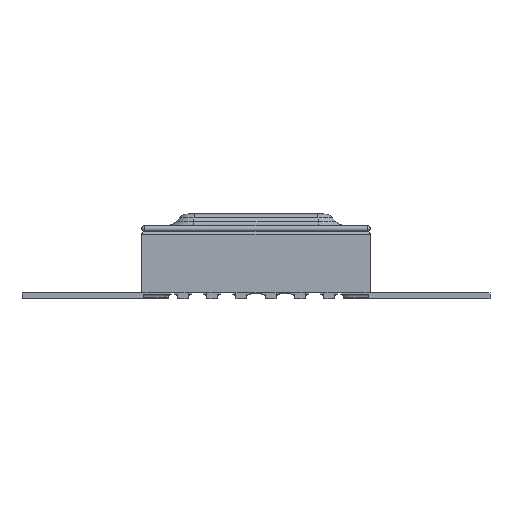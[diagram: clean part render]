
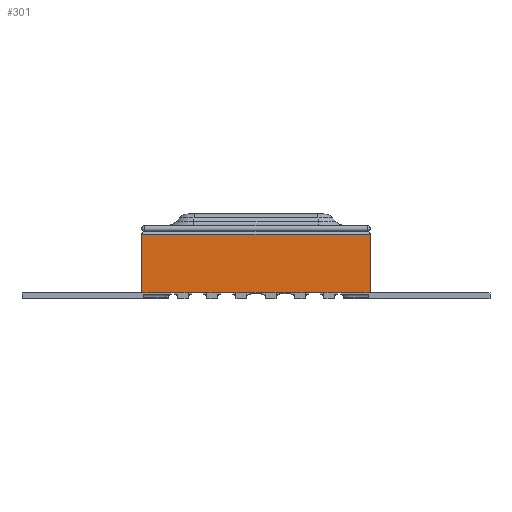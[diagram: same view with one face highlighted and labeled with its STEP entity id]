
A CAD part, front view. The second image highlights one B-rep face of the part: STEP entity #301.
In plain terms, the highlighted planar face has unit normal (0, -1, 0).
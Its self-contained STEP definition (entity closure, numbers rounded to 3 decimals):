
#301 = ADVANCED_FACE ( 'NONE', ( #21518 ), #6093, .T. ) ;
#375 = VECTOR ( 'NONE', #10729, 1000. ) ;
#692 = EDGE_CURVE ( 'NONE', #5442, #16265, #22172, .T. ) ;
#887 = CARTESIAN_POINT ( 'NONE',  ( 3.9, -3.7, 0.2 ) ) ;
#1003 = DIRECTION ( 'NONE',  ( 1., 0., 0. ) ) ;
#1046 = VECTOR ( 'NONE', #22115, 1000. ) ;
#1178 = CARTESIAN_POINT ( 'NONE',  ( -3.9, -3.7, 0.2 ) ) ;
#1537 = LINE ( 'NONE', #22473, #20613 ) ;
#1629 = VECTOR ( 'NONE', #9849, 1000. ) ;
#1797 = VECTOR ( 'NONE', #6227, 1000. ) ;
#1942 = ORIENTED_EDGE ( 'NONE', *, *, #19071, .T. ) ;
#1958 = LINE ( 'NONE', #22900, #23146 ) ;
#2902 = DIRECTION ( 'NONE',  ( 1., 0., 0. ) ) ;
#3038 = DIRECTION ( 'NONE',  ( 1., 0., 0. ) ) ;
#3253 = LINE ( 'NONE', #887, #7224 ) ;
#3355 = CARTESIAN_POINT ( 'NONE',  ( -3.9, -3.7, 0.2 ) ) ;
#3533 = LINE ( 'NONE', #1178, #1046 ) ;
#3671 = CARTESIAN_POINT ( 'NONE',  ( 1.315, -3.7, 0.2 ) ) ;
#4147 = ORIENTED_EDGE ( 'NONE', *, *, #14882, .F. ) ;
#4152 = EDGE_CURVE ( 'NONE', #4203, #5674, #3533, .T. ) ;
#4203 = VERTEX_POINT ( 'NONE', #15647 ) ;
#4384 = ORIENTED_EDGE ( 'NONE', *, *, #23292, .T. ) ;
#4587 = CARTESIAN_POINT ( 'NONE',  ( 0.315, -3.7, 0.2 ) ) ;
#4771 = VECTOR ( 'NONE', #3038, 1000. ) ;
#5165 = CARTESIAN_POINT ( 'NONE',  ( 2.685, -3.7, 0.2 ) ) ;
#5302 = CARTESIAN_POINT ( 'NONE',  ( -3.9, -3.7, 0.2 ) ) ;
#5442 = VERTEX_POINT ( 'NONE', #9182 ) ;
#5444 = CARTESIAN_POINT ( 'NONE',  ( -3.9, -3.7, 0.2 ) ) ;
#5582 = VECTOR ( 'NONE', #14738, 1000. ) ;
#5588 = ORIENTED_EDGE ( 'NONE', *, *, #20947, .T. ) ;
#5674 = VERTEX_POINT ( 'NONE', #11192 ) ;
#5741 = LINE ( 'NONE', #3355, #21525 ) ;
#5991 = DIRECTION ( 'NONE',  ( 1., 0., 0. ) ) ;
#6019 = DIRECTION ( 'NONE',  ( 0., -1., 0. ) ) ;
#6024 = CARTESIAN_POINT ( 'NONE',  ( -3.9, -3.7, 0.2 ) ) ;
#6093 = PLANE ( 'NONE',  #6350 ) ;
#6227 = DIRECTION ( 'NONE',  ( 1., 0., 0. ) ) ;
#6350 = AXIS2_PLACEMENT_3D ( 'NONE', #6024, #6019, #5991 ) ;
#7046 = ORIENTED_EDGE ( 'NONE', *, *, #20630, .T. ) ;
#7099 = ORIENTED_EDGE ( 'NONE', *, *, #18108, .T. ) ;
#7224 = VECTOR ( 'NONE', #21828, 1000. ) ;
#7464 = DIRECTION ( 'NONE',  ( 1., 0., 0. ) ) ;
#7474 = VECTOR ( 'NONE', #21098, 1000. ) ;
#7605 = CARTESIAN_POINT ( 'NONE',  ( -2.315, -3.7, 0.2 ) ) ;
#7782 = CARTESIAN_POINT ( 'NONE',  ( -0.315, -3.7, 0.2 ) ) ;
#7787 = CARTESIAN_POINT ( 'NONE',  ( -2.685, -3.7, 0.2 ) ) ;
#8318 = VERTEX_POINT ( 'NONE', #4587 ) ;
#8628 = CARTESIAN_POINT ( 'NONE',  ( -3.9, -3.7, 0.2 ) ) ;
#9046 = VECTOR ( 'NONE', #7464, 1000. ) ;
#9182 = CARTESIAN_POINT ( 'NONE',  ( 3.9, -3.7, 2.2 ) ) ;
#9668 = ORIENTED_EDGE ( 'NONE', *, *, #13275, .T. ) ;
#9762 = ORIENTED_EDGE ( 'NONE', *, *, #15193, .F. ) ;
#9774 = CARTESIAN_POINT ( 'NONE',  ( 1.685, -3.7, 0.2 ) ) ;
#9849 = DIRECTION ( 'NONE',  ( 1., 0., 0. ) ) ;
#9874 = CARTESIAN_POINT ( 'NONE',  ( -3.9, -3.7, 0.2 ) ) ;
#10664 = CARTESIAN_POINT ( 'NONE',  ( 0.685, -3.7, 0.2 ) ) ;
#10729 = DIRECTION ( 'NONE',  ( -1., 0., 0. ) ) ;
#10863 = VECTOR ( 'NONE', #11157, 1000. ) ;
#11157 = DIRECTION ( 'NONE',  ( 1., 0., 0. ) ) ;
#11192 = CARTESIAN_POINT ( 'NONE',  ( -0.685, -3.7, 0.2 ) ) ;
#11363 = CARTESIAN_POINT ( 'NONE',  ( -3.9, -3.7, 2.2 ) ) ;
#11834 = EDGE_CURVE ( 'NONE', #16008, #17475, #19818, .T. ) ;
#11984 = CARTESIAN_POINT ( 'NONE',  ( -1.685, -3.7, 0.2 ) ) ;
#12263 = CARTESIAN_POINT ( 'NONE',  ( -3.9, -3.7, 0.2 ) ) ;
#12285 = LINE ( 'NONE', #9874, #9046 ) ;
#12621 = LINE ( 'NONE', #5444, #4771 ) ;
#13081 = CARTESIAN_POINT ( 'NONE',  ( 0., -3.7, 0.2 ) ) ;
#13275 = EDGE_CURVE ( 'NONE', #20143, #17688, #15929, .T. ) ;
#13536 = CARTESIAN_POINT ( 'NONE',  ( -3.9, -3.7, 0.2 ) ) ;
#13583 = DIRECTION ( 'NONE',  ( 1., 0., 0. ) ) ;
#13765 = VERTEX_POINT ( 'NONE', #7605 ) ;
#14001 = CARTESIAN_POINT ( 'NONE',  ( 2.315, -3.7, 0.2 ) ) ;
#14166 = ORIENTED_EDGE ( 'NONE', *, *, #11834, .T. ) ;
#14405 = VERTEX_POINT ( 'NONE', #10664 ) ;
#14614 = LINE ( 'NONE', #12263, #1629 ) ;
#14738 = DIRECTION ( 'NONE',  ( 1., 0., 0. ) ) ;
#14851 = LINE ( 'NONE', #5302, #15219 ) ;
#14882 = EDGE_CURVE ( 'NONE', #19850, #20146, #15499, .T. ) ;
#15193 = EDGE_CURVE ( 'NONE', #20143, #16265, #1537, .T. ) ;
#15219 = VECTOR ( 'NONE', #2902, 1000. ) ;
#15289 = ORIENTED_EDGE ( 'NONE', *, *, #4152, .T. ) ;
#15499 = LINE ( 'NONE', #13081, #375 ) ;
#15647 = CARTESIAN_POINT ( 'NONE',  ( -1.315, -3.7, 0.2 ) ) ;
#15929 = LINE ( 'NONE', #13536, #10863 ) ;
#15979 = CARTESIAN_POINT ( 'NONE',  ( -3.9, -3.7, 0.2 ) ) ;
#16008 = VERTEX_POINT ( 'NONE', #3671 ) ;
#16203 = ORIENTED_EDGE ( 'NONE', *, *, #17379, .T. ) ;
#16265 = VERTEX_POINT ( 'NONE', #19717 ) ;
#16311 = VERTEX_POINT ( 'NONE', #11984 ) ;
#16372 = CARTESIAN_POINT ( 'NONE',  ( -3.9, -3.7, 0.2 ) ) ;
#17164 = CARTESIAN_POINT ( 'NONE',  ( -3.9, -3.7, 0.2 ) ) ;
#17228 = EDGE_CURVE ( 'NONE', #14405, #16008, #14851, .T. ) ;
#17379 = EDGE_CURVE ( 'NONE', #17475, #20146, #18393, .T. ) ;
#17475 = VERTEX_POINT ( 'NONE', #9774 ) ;
#17688 = VERTEX_POINT ( 'NONE', #7787 ) ;
#17722 = VERTEX_POINT ( 'NONE', #22802 ) ;
#18038 = ORIENTED_EDGE ( 'NONE', *, *, #23229, .T. ) ;
#18108 = EDGE_CURVE ( 'NONE', #5674, #20451, #12621, .T. ) ;
#18194 = LINE ( 'NONE', #8628, #1797 ) ;
#18393 = LINE ( 'NONE', #15979, #19621 ) ;
#19071 = EDGE_CURVE ( 'NONE', #8318, #14405, #5741, .T. ) ;
#19269 = DIRECTION ( 'NONE',  ( 1., 0., 0. ) ) ;
#19366 = ORIENTED_EDGE ( 'NONE', *, *, #20562, .T. ) ;
#19558 = LINE ( 'NONE', #17164, #5582 ) ;
#19621 = VECTOR ( 'NONE', #13583, 1000. ) ;
#19670 = EDGE_LOOP ( 'NONE', ( #18038, #15289, #7099, #4384, #1942, #20427, #14166, #16203, #4147, #5588, #20189, #22966, #9762, #9668, #7046, #19366 ) ) ;
#19717 = CARTESIAN_POINT ( 'NONE',  ( -3.9, -3.7, 2.2 ) ) ;
#19818 = LINE ( 'NONE', #21621, #22851 ) ;
#19850 = VERTEX_POINT ( 'NONE', #5165 ) ;
#20126 = DIRECTION ( 'NONE',  ( 0., 0., 1. ) ) ;
#20143 = VERTEX_POINT ( 'NONE', #16372 ) ;
#20146 = VERTEX_POINT ( 'NONE', #14001 ) ;
#20189 = ORIENTED_EDGE ( 'NONE', *, *, #20591, .F. ) ;
#20427 = ORIENTED_EDGE ( 'NONE', *, *, #17228, .T. ) ;
#20451 = VERTEX_POINT ( 'NONE', #7782 ) ;
#20562 = EDGE_CURVE ( 'NONE', #13765, #16311, #18194, .T. ) ;
#20570 = DIRECTION ( 'NONE',  ( 1., 0., 0. ) ) ;
#20591 = EDGE_CURVE ( 'NONE', #5442, #17722, #3253, .T. ) ;
#20613 = VECTOR ( 'NONE', #20126, 1000. ) ;
#20630 = EDGE_CURVE ( 'NONE', #17688, #13765, #12285, .T. ) ;
#20947 = EDGE_CURVE ( 'NONE', #19850, #17722, #19558, .T. ) ;
#21098 = DIRECTION ( 'NONE',  ( -1., 0., 0. ) ) ;
#21518 = FACE_OUTER_BOUND ( 'NONE', #19670, .T. ) ;
#21525 = VECTOR ( 'NONE', #1003, 1000. ) ;
#21621 = CARTESIAN_POINT ( 'NONE',  ( -3.9, -3.7, 0.2 ) ) ;
#21828 = DIRECTION ( 'NONE',  ( 0., 0., -1. ) ) ;
#22115 = DIRECTION ( 'NONE',  ( 1., 0., 0. ) ) ;
#22172 = LINE ( 'NONE', #11363, #7474 ) ;
#22473 = CARTESIAN_POINT ( 'NONE',  ( -3.9, -3.7, 0.2 ) ) ;
#22802 = CARTESIAN_POINT ( 'NONE',  ( 3.9, -3.7, 0.2 ) ) ;
#22851 = VECTOR ( 'NONE', #19269, 1000. ) ;
#22900 = CARTESIAN_POINT ( 'NONE',  ( -3.9, -3.7, 0.2 ) ) ;
#22966 = ORIENTED_EDGE ( 'NONE', *, *, #692, .T. ) ;
#23146 = VECTOR ( 'NONE', #20570, 1000. ) ;
#23229 = EDGE_CURVE ( 'NONE', #16311, #4203, #1958, .T. ) ;
#23292 = EDGE_CURVE ( 'NONE', #20451, #8318, #14614, .T. ) ;
